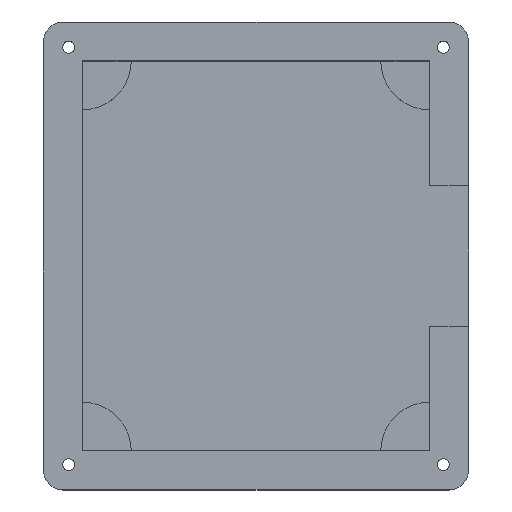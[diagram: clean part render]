
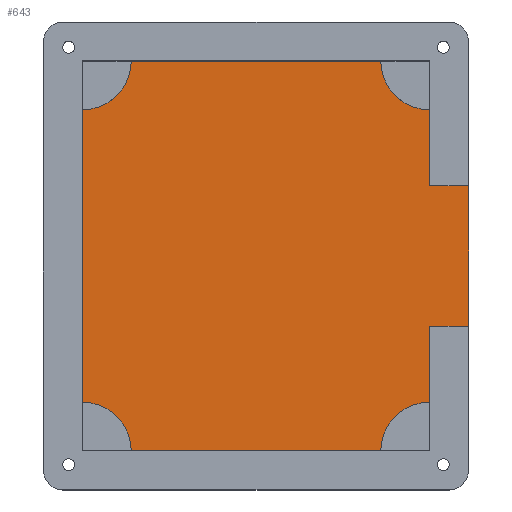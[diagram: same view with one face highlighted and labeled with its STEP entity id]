
A CAD part, top view. The second image highlights one B-rep face of the part: STEP entity #643.
In plain terms, the highlighted planar face has unit normal (0, 0, 1).
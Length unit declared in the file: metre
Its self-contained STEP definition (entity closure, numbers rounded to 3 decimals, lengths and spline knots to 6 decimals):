
#48=LINE('',#1033,#104);
#54=LINE('',#1045,#110);
#56=LINE('',#1049,#112);
#60=LINE('',#1057,#116);
#61=LINE('',#1059,#117);
#62=LINE('',#1061,#118);
#63=LINE('',#1065,#119);
#64=LINE('',#1069,#120);
#104=VECTOR('',#819,1.);
#110=VECTOR('',#827,1.);
#112=VECTOR('',#831,1.);
#116=VECTOR('',#837,1.);
#117=VECTOR('',#838,1.);
#118=VECTOR('',#839,1.);
#119=VECTOR('',#844,1.);
#120=VECTOR('',#847,1.);
#192=ORIENTED_EDGE('',*,*,#360,.T.);
#193=ORIENTED_EDGE('',*,*,#364,.T.);
#194=ORIENTED_EDGE('',*,*,#365,.T.);
#195=ORIENTED_EDGE('',*,*,#366,.F.);
#196=ORIENTED_EDGE('',*,*,#352,.T.);
#197=ORIENTED_EDGE('',*,*,#367,.F.);
#198=ORIENTED_EDGE('',*,*,#358,.T.);
#199=ORIENTED_EDGE('',*,*,#368,.F.);
#200=ORIENTED_EDGE('',*,*,#369,.F.);
#201=ORIENTED_EDGE('',*,*,#370,.F.);
#202=ORIENTED_EDGE('',*,*,#371,.F.);
#203=ORIENTED_EDGE('',*,*,#372,.F.);
#352=EDGE_CURVE('',#436,#439,#48,.T.);
#358=EDGE_CURVE('',#441,#444,#54,.T.);
#360=EDGE_CURVE('',#446,#445,#56,.T.);
#364=EDGE_CURVE('',#445,#449,#60,.T.);
#365=EDGE_CURVE('',#449,#450,#61,.T.);
#366=EDGE_CURVE('',#436,#450,#62,.T.);
#367=EDGE_CURVE('',#441,#439,#484,.T.);
#368=EDGE_CURVE('',#451,#444,#485,.T.);
#369=EDGE_CURVE('',#452,#451,#63,.T.);
#370=EDGE_CURVE('',#453,#452,#486,.T.);
#371=EDGE_CURVE('',#454,#453,#64,.T.);
#372=EDGE_CURVE('',#446,#454,#487,.T.);
#436=VERTEX_POINT('',#1026);
#439=VERTEX_POINT('',#1032);
#441=VERTEX_POINT('',#1037);
#444=VERTEX_POINT('',#1044);
#445=VERTEX_POINT('',#1048);
#446=VERTEX_POINT('',#1050);
#449=VERTEX_POINT('',#1058);
#450=VERTEX_POINT('',#1060);
#451=VERTEX_POINT('',#1064);
#452=VERTEX_POINT('',#1066);
#453=VERTEX_POINT('',#1068);
#454=VERTEX_POINT('',#1070);
#484=CIRCLE('',#711,0.0125);
#485=CIRCLE('',#712,0.0125);
#486=CIRCLE('',#713,0.0125);
#487=CIRCLE('',#714,0.0125);
#513=EDGE_LOOP('',(#192,#193,#194,#195,#196,#197,#198,#199,#200,#201,#202,
#203));
#571=FACE_BOUND('',#513,.T.);
#621=PLANE('',#710);
#643=ADVANCED_FACE('',(#571),#621,.T.);
#710=AXIS2_PLACEMENT_3D('',#1056,#835,#836);
#711=AXIS2_PLACEMENT_3D('',#1062,#840,#841);
#712=AXIS2_PLACEMENT_3D('',#1063,#842,#843);
#713=AXIS2_PLACEMENT_3D('',#1067,#845,#846);
#714=AXIS2_PLACEMENT_3D('',#1071,#848,#849);
#819=DIRECTION('',(0.,1.,0.));
#827=DIRECTION('',(-1.,0.,0.));
#831=DIRECTION('',(0.,1.,0.));
#835=DIRECTION('',(0.,0.,1.));
#836=DIRECTION('',(1.,0.,0.));
#837=DIRECTION('',(1.,0.,0.));
#838=DIRECTION('',(0.,1.,0.));
#839=DIRECTION('',(1.,0.,0.));
#840=DIRECTION('',(0.,0.,1.));
#841=DIRECTION('',(1.,0.,0.));
#842=DIRECTION('',(0.,0.,1.));
#843=DIRECTION('',(1.,0.,0.));
#844=DIRECTION('',(0.,1.,0.));
#845=DIRECTION('',(0.,0.,1.));
#846=DIRECTION('',(1.,0.,0.));
#847=DIRECTION('',(-1.,0.,0.));
#848=DIRECTION('',(0.,0.,1.));
#849=DIRECTION('',(1.,0.,0.));
#1026=CARTESIAN_POINT('',(0.074124,0.068,0.0025));
#1032=CARTESIAN_POINT('',(0.074124,0.0875,0.0025));
#1033=CARTESIAN_POINT('',(0.074124,0.05,0.0025));
#1037=CARTESIAN_POINT('',(0.061624,0.1,0.0025));
#1044=CARTESIAN_POINT('',(-0.002376,0.1,0.0025));
#1045=CARTESIAN_POINT('',(0.029624,0.1,0.0025));
#1048=CARTESIAN_POINT('',(0.074124,0.032,0.0025));
#1049=CARTESIAN_POINT('',(0.074124,0.05,0.0025));
#1050=CARTESIAN_POINT('',(0.074124,0.0125,0.0025));
#1056=CARTESIAN_POINT('',(0.029624,0.05,0.0025));
#1057=CARTESIAN_POINT('',(0.059124,0.032,0.0025));
#1058=CARTESIAN_POINT('',(0.084124,0.032,0.0025));
#1059=CARTESIAN_POINT('',(0.084124,0.05,0.0025));
#1060=CARTESIAN_POINT('',(0.084124,0.068,0.0025));
#1061=CARTESIAN_POINT('',(0.059124,0.068,0.0025));
#1062=CARTESIAN_POINT('',(0.074124,0.1,0.0025));
#1063=CARTESIAN_POINT('',(-0.014876,0.1,0.0025));
#1064=CARTESIAN_POINT('',(-0.014876,0.0875,0.0025));
#1065=CARTESIAN_POINT('',(-0.014876,0.05,0.0025));
#1066=CARTESIAN_POINT('',(-0.014876,0.0125,0.0025));
#1067=CARTESIAN_POINT('',(-0.014876,0.,0.0025));
#1068=CARTESIAN_POINT('',(-0.002376,0.,0.0025));
#1069=CARTESIAN_POINT('',(0.029624,0.,0.0025));
#1070=CARTESIAN_POINT('',(0.061624,0.,0.0025));
#1071=CARTESIAN_POINT('',(0.074124,0.,0.0025));
